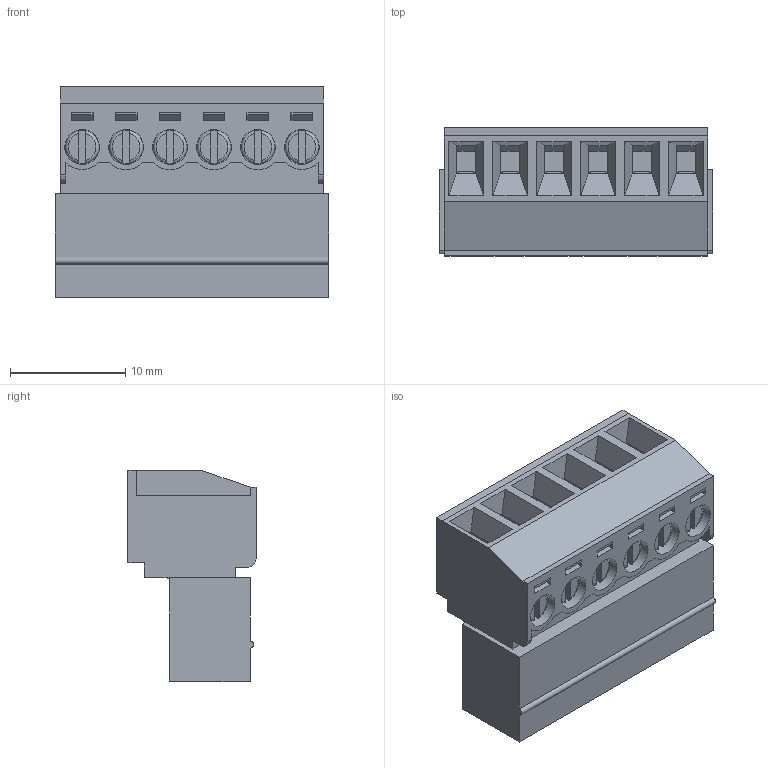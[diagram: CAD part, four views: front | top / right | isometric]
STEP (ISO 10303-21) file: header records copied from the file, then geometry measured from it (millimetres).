
FILE_DESCRIPTION( ( 'Unknown' ), '1' );
FILE_NAME( '691348300006.stp', 'Unknown', ( 'Unknown' ), ( 'Unknown' ), 'PSStep 17.0.49', 'Unknown', ' ' );
FILE_SCHEMA( ( 'AUTOMOTIVE_DESIGN { 1 0 10303 214 1 1 1 1 }' ) );
Length unit declared in the file: millimetre
Products named in the file (6): Assem1; 6913483000xx_Cage; 6913483000xx_Pin; 6913483000xx_vis; 691348300006; 691348300006_CAPOT
Assembly tree (20 placements, depth 2):
  Assem1
    6913483000xx_Cage  x6
    6913483000xx_Pin  x6
    6913483000xx_vis  x6
    691348300006
    691348300006_CAPOT
Bounding box: 23.74 x 11.1 x 18.3 mm (x, y, z)
Volume: 2141.1 mm3; surface area: 6385.8 mm2
Topology: 20 solids, 20 shells, 988 faces, 2634 edges, 1728 vertices
Faces by surface type: plane 846, cylinder 118, torus 24
Full cylindrical faces by diameter (mm): 1.45 x6, 1.6 x6, 1.9 x12, 2 x6, 2.9 x6, 3 x6
Entity records: 28132 total; most frequent: CARTESIAN_POINT 3976, ORIENTED_EDGE 3852, DIRECTION 3548, EDGE_CURVE 1926, LINE 1756, VECTOR 1756, VERTEX_POINT 1284, AXIS2_PLACEMENT_3D 896
